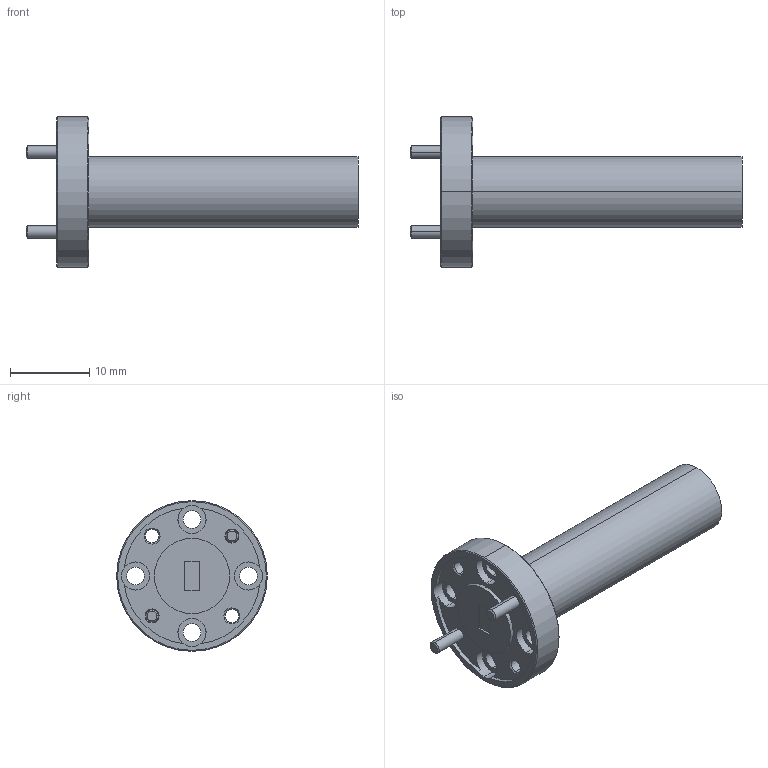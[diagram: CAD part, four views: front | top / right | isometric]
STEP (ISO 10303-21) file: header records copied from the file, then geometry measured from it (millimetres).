
FILE_DESCRIPTION (( 'STEP AP214' ), '1' );
FILE_NAME ('WL-VL-A, Defeatured.STEP', '2024-04-09T00:16:37', ( '' ), ( '' ), 'SwSTEP 2.0', 'SolidWorks 2021', '' );
FILE_SCHEMA (( 'AUTOMOTIVE_DESIGN' ));
Length unit declared in the file: inch
Products named in the file (1): WL-VL-A, Defeatured
Bounding box: 41.97 x 19.05 x 19.05 mm (x, y, z)
Volume: 3080.5 mm3; surface area: 2041.2 mm2
Topology: 3 solids, 3 shells, 79 faces, 184 edges, 116 vertices
Faces by surface type: cylinder 40, cone 20, plane 19
Entity records: 3394 total; most frequent: DIRECTION 452, CARTESIAN_POINT 380, ORIENTED_EDGE 368, AXIS2_PLACEMENT_3D 188, EDGE_CURVE 184, VERTEX_POINT 116, CIRCLE 108, EDGE_LOOP 100
